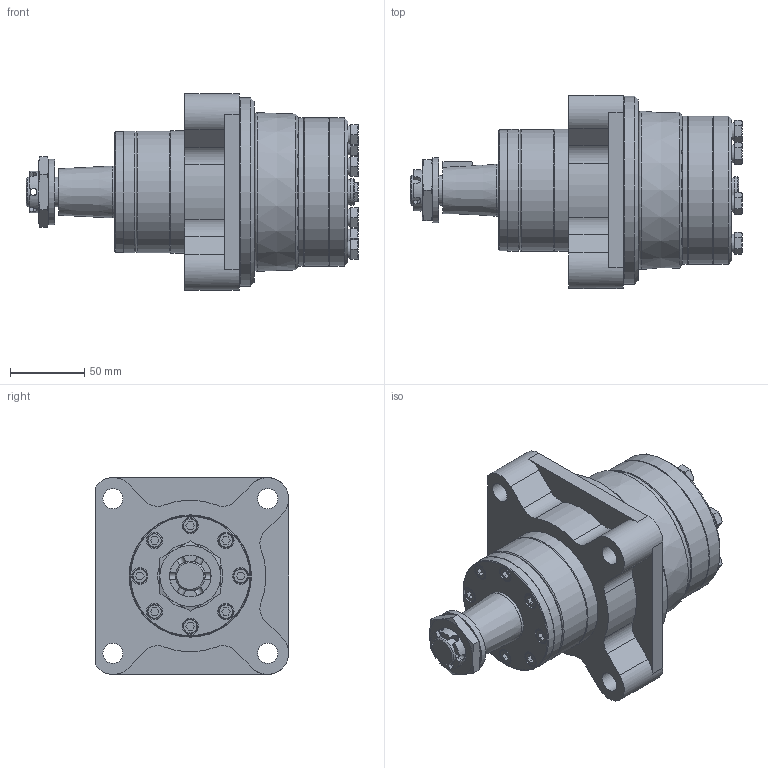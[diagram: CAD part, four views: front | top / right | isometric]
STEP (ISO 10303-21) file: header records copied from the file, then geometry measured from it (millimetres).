
FILE_DESCRIPTION( ( 'STEP AP214' ), '1' );
FILE_NAME( 'RW100KBUKP.stp', '2019-11-14T09:44:25', ( '' ), ( '' ), ' ', 'PARTsolutions', ' ' );
FILE_SCHEMA( ( 'AUTOMOTIVE_DESIGN { 1 0 10303 214 1 1 1 1 }' ) );
Length unit declared in the file: millimetre
Products named in the file (4): RW100KBUKP; _RWMF; _RWKB; _RW100D
Assembly tree (3 placements, depth 2):
  RW100KBUKP
    _RWMF
    _RWKB
    _RW100D
Bounding box: 223.9 x 130.35 x 132.7 mm (x, y, z)
Volume: 1444201.9 mm3; surface area: 139058.3 mm2
Topology: 3 solids, 3 shells, 368 faces, 828 edges, 526 vertices
Faces by surface type: plane 212, cone 78, cylinder 73, torus 5
Full cylindrical faces by diameter (mm): 4.5 x1, 10 x8, 11 x8, 11.6 x7, 12 x7, 13.5 x4, 16.9 x1, 18 x1, 18.631 x2, 20 x2, 28 x1, 35 x2, 44 x1, 81.5 x1, 82 x2, 82.5 x1, 100 x3, 127 x1
Entity records: 13455 total; most frequent: CARTESIAN_POINT 2666, DIRECTION 1577, ORIENTED_EDGE 1462, EDGE_CURVE 731, AXIS2_PLACEMENT_3D 599, EDGE_LOOP 520, VERTEX_POINT 514, FACE_OUTER_BOUND 426
